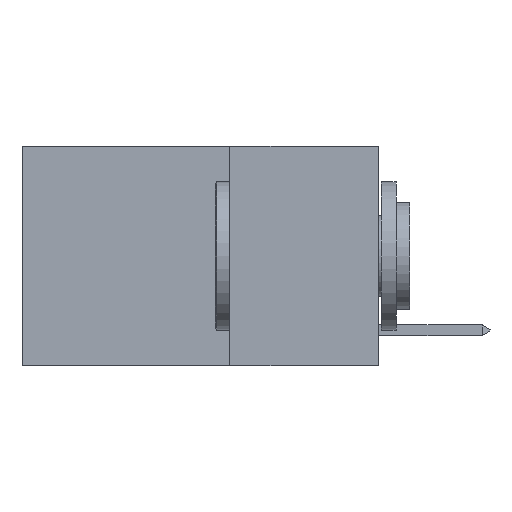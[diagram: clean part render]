
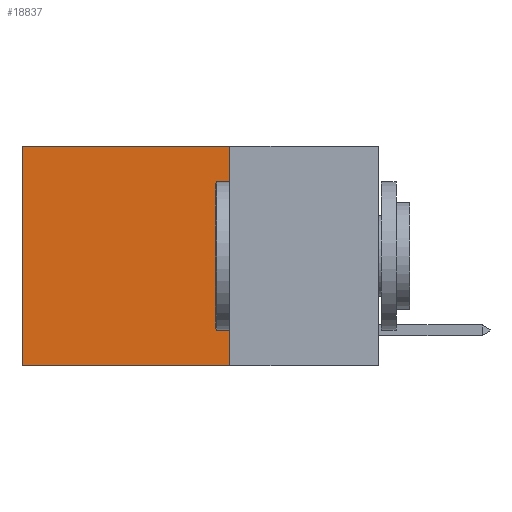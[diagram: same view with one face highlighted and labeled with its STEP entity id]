
A CAD part, left-side view. The second image highlights one B-rep face of the part: STEP entity #18837.
In plain terms, the highlighted planar face has unit normal (-1, 0, 0).
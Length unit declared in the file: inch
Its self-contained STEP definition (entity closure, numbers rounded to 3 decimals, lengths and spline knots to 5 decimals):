
#153 = AXIS2_PLACEMENT_3D ( 'NONE', #788, #14807, #2829 ) ;
#656 = CARTESIAN_POINT ( 'NONE',  ( 0.2625, 0.25, -0.37 ) ) ;
#788 = CARTESIAN_POINT ( 'NONE',  ( 0.2625, 0.25, 0. ) ) ;
#817 = VECTOR ( 'NONE', #20702, 39.37008 ) ;
#1578 = EDGE_LOOP ( 'NONE', ( #2959, #23014, #19874, #16013 ) ) ;
#2829 = DIRECTION ( 'NONE',  ( 0., 0., -1. ) ) ;
#2959 = ORIENTED_EDGE ( 'NONE', *, *, #24834, .T. ) ;
#3217 = CARTESIAN_POINT ( 'NONE',  ( 0.2625, 0.25, -0.37 ) ) ;
#3304 = DIRECTION ( 'NONE',  ( 0., 1., 0. ) ) ;
#5082 = DIRECTION ( 'NONE',  ( 0., 0., -1. ) ) ;
#5160 = VERTEX_POINT ( 'NONE', #656 ) ;
#5173 = FACE_OUTER_BOUND ( 'NONE', #1578, .T. ) ;
#7348 = VECTOR ( 'NONE', #3304, 39.37008 ) ;
#8420 = CARTESIAN_POINT ( 'NONE',  ( 0.2625, 0.25, 0. ) ) ;
#8754 = CARTESIAN_POINT ( 'NONE',  ( 0.2625, 0.25, 0. ) ) ;
#9967 = VERTEX_POINT ( 'NONE', #20641 ) ;
#10861 = LINE ( 'NONE', #8754, #817 ) ;
#12070 = VERTEX_POINT ( 'NONE', #15677 ) ;
#12180 = CARTESIAN_POINT ( 'NONE',  ( 0.2625, 0.6, 0. ) ) ;
#12789 = PLANE ( 'NONE',  #153 ) ;
#13110 = CARTESIAN_POINT ( 'NONE',  ( 0.2625, 0.6, 0. ) ) ;
#14169 = LINE ( 'NONE', #13110, #19481 ) ;
#14319 = VECTOR ( 'NONE', #24271, 39.37008 ) ;
#14807 = DIRECTION ( 'NONE',  ( 1., 0., 0. ) ) ;
#14960 = EDGE_CURVE ( 'NONE', #9967, #24538, #10861, .T. ) ;
#15576 = LINE ( 'NONE', #8420, #14319 ) ;
#15677 = CARTESIAN_POINT ( 'NONE',  ( 0.2625, 0.6, -0.37 ) ) ;
#16013 = ORIENTED_EDGE ( 'NONE', *, *, #14960, .T. ) ;
#17819 = EDGE_CURVE ( 'NONE', #5160, #12070, #17984, .T. ) ;
#17984 = LINE ( 'NONE', #3217, #7348 ) ;
#18837 = ADVANCED_FACE ( 'NONE', ( #5173 ), #12789, .F. ) ;
#19481 = VECTOR ( 'NONE', #5082, 39.37008 ) ;
#19874 = ORIENTED_EDGE ( 'NONE', *, *, #22778, .F. ) ;
#20641 = CARTESIAN_POINT ( 'NONE',  ( 0.2625, 0.25, 0. ) ) ;
#20702 = DIRECTION ( 'NONE',  ( 0., 1., 0. ) ) ;
#22778 = EDGE_CURVE ( 'NONE', #9967, #5160, #15576, .T. ) ;
#23014 = ORIENTED_EDGE ( 'NONE', *, *, #17819, .F. ) ;
#24271 = DIRECTION ( 'NONE',  ( 0., 0., -1. ) ) ;
#24538 = VERTEX_POINT ( 'NONE', #12180 ) ;
#24834 = EDGE_CURVE ( 'NONE', #24538, #12070, #14169, .T. ) ;
